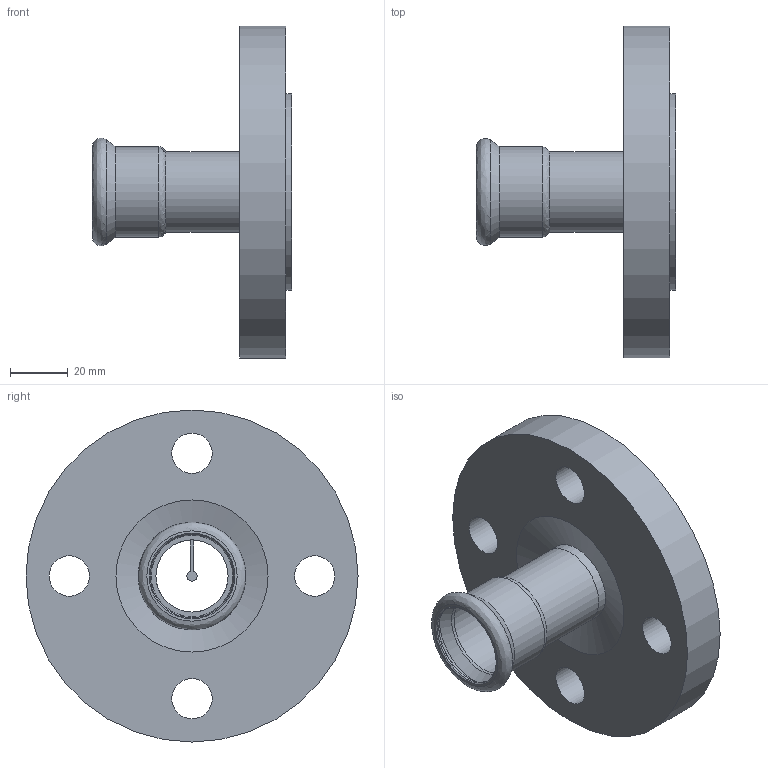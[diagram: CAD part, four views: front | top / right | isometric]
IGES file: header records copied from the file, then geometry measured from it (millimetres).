
Global section: file name: 33735; native system: Autodesk Inventor 2014; preprocessor: unknown; author: seihe2; date: 20171025.094441; units: millimetre
Bounding box: 69 x 115 x 115 mm (x, y, z)
Volume: 159346.7 mm3; surface area: 39447.2 mm2
Topology: 2 solids, 2 shells, 35 faces, 90 edges, 63 vertices
Faces by surface type: revolution 17, plane 11, cylinder 6, cone 1
Full cylindrical faces by diameter (mm): 28 x2, 31.3 x1, 68 x1, 115 x1
